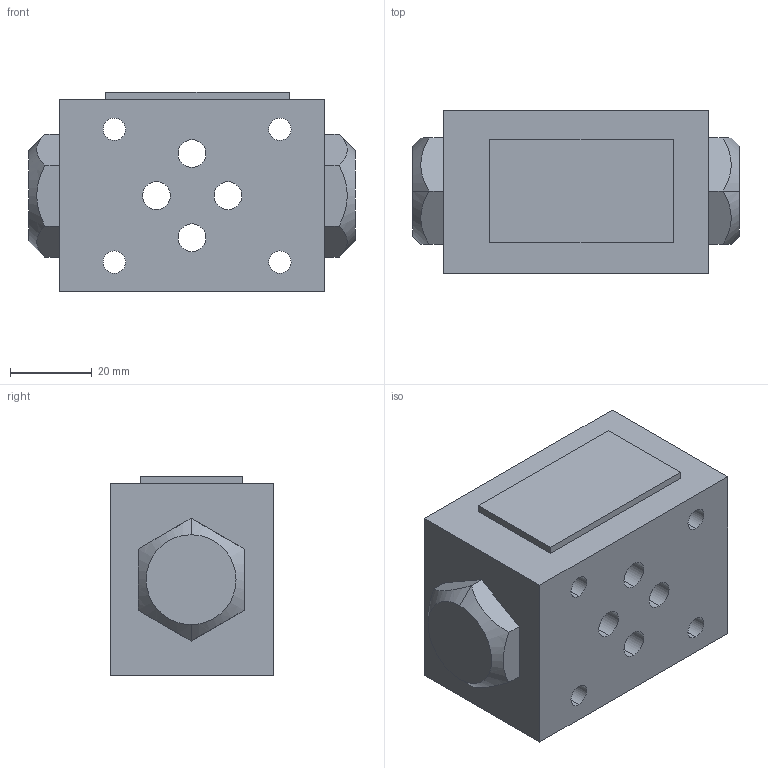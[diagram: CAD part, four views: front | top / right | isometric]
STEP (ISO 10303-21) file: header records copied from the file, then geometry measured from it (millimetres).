
FILE_DESCRIPTION (( 'STEP AP203' ), '1' );
FILE_NAME ('MAC-01-30.STEP', '2022-03-27T02:57:25', ( '' ), ( '' ), 'SwSTEP 2.0', 'SolidWorks 2019', '' );
FILE_SCHEMA (( 'CONFIG_CONTROL_DESIGN' ));
Length unit declared in the file: millimetre
Products named in the file (2): MAC-01-30
Bounding box: 80 x 40 x 48.8 mm (x, y, z)
Volume: 122339.9 mm3; surface area: 22212.1 mm2
Topology: 1 solids, 1 shells, 116 faces, 293 edges, 194 vertices
Faces by surface type: plane 73, cylinder 24, bspline 15, cone 4
Entity records: 4606 total; most frequent: CARTESIAN_POINT 1696, ORIENTED_EDGE 586, DIRECTION 509, EDGE_CURVE 293, LINE 199, VECTOR 199, VERTEX_POINT 194, AXIS2_PLACEMENT_3D 155
